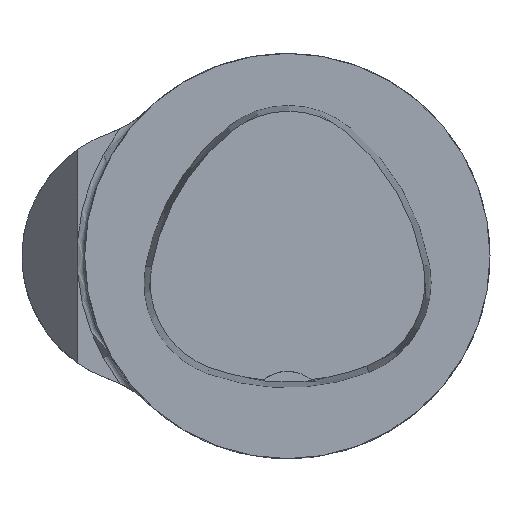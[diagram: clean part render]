
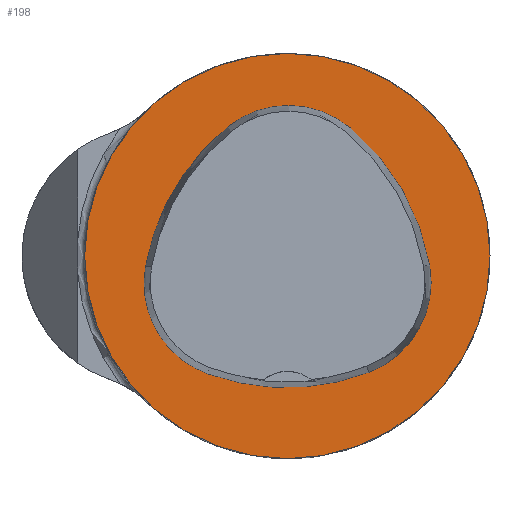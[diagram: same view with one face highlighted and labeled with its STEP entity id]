
A CAD part, top view. The second image highlights one B-rep face of the part: STEP entity #198.
In plain terms, the highlighted planar face has unit normal (0, 0, 1).
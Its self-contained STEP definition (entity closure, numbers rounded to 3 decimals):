
#77=FACE_BOUND('',#321,.T.);
#78=FACE_BOUND('',#322,.T.);
#198=ADVANCED_FACE('',(#77,#78),#247,.T.);
#247=PLANE('',#877);
#321=EDGE_LOOP('',(#454,#455,#456,#457,#458,#459));
#322=EDGE_LOOP('',(#460));
#454=ORIENTED_EDGE('',*,*,#704,.T.);
#455=ORIENTED_EDGE('',*,*,#684,.T.);
#456=ORIENTED_EDGE('',*,*,#688,.T.);
#457=ORIENTED_EDGE('',*,*,#691,.T.);
#458=ORIENTED_EDGE('',*,*,#694,.T.);
#459=ORIENTED_EDGE('',*,*,#702,.T.);
#460=ORIENTED_EDGE('',*,*,#675,.F.);
#601=VERTEX_POINT('',#1269);
#610=VERTEX_POINT('',#1288);
#611=VERTEX_POINT('',#1289);
#614=VERTEX_POINT('',#1297);
#616=VERTEX_POINT('',#1303);
#618=VERTEX_POINT('',#1309);
#625=VERTEX_POINT('',#1330);
#675=EDGE_CURVE('',#601,#601,#760,.T.);
#684=EDGE_CURVE('',#610,#611,#761,.T.);
#688=EDGE_CURVE('',#611,#614,#763,.T.);
#691=EDGE_CURVE('',#614,#616,#765,.T.);
#694=EDGE_CURVE('',#616,#618,#767,.T.);
#702=EDGE_CURVE('',#618,#625,#771,.T.);
#704=EDGE_CURVE('',#625,#610,#773,.T.);
#760=CIRCLE('',#849,31.5);
#761=CIRCLE('',#855,36.);
#763=CIRCLE('',#858,15.);
#765=CIRCLE('',#861,36.);
#767=CIRCLE('',#864,15.);
#771=CIRCLE('',#869,36.);
#773=CIRCLE('',#872,15.);
#849=AXIS2_PLACEMENT_3D('',#1268,#987,#988);
#855=AXIS2_PLACEMENT_3D('',#1287,#1003,#1004);
#858=AXIS2_PLACEMENT_3D('',#1296,#1011,#1012);
#861=AXIS2_PLACEMENT_3D('',#1302,#1018,#1019);
#864=AXIS2_PLACEMENT_3D('',#1308,#1025,#1026);
#869=AXIS2_PLACEMENT_3D('',#1331,#1037,#1038);
#872=AXIS2_PLACEMENT_3D('',#1334,#1043,#1044);
#877=AXIS2_PLACEMENT_3D('',#1339,#1053,#1054);
#987=DIRECTION('',(0.,0.,-1.));
#988=DIRECTION('',(-1.,0.,0.));
#1003=DIRECTION('',(0.,0.,-1.));
#1004=DIRECTION('',(-1.,0.,0.));
#1011=DIRECTION('',(0.,0.,-1.));
#1012=DIRECTION('',(-1.,0.,0.));
#1018=DIRECTION('',(0.,0.,-1.));
#1019=DIRECTION('',(-1.,0.,0.));
#1025=DIRECTION('',(0.,0.,-1.));
#1026=DIRECTION('',(-1.,0.,0.));
#1037=DIRECTION('',(0.,0.,-1.));
#1038=DIRECTION('',(-1.,0.,0.));
#1043=DIRECTION('',(0.,0.,-1.));
#1044=DIRECTION('',(-1.,0.,0.));
#1053=DIRECTION('',(0.,0.,1.));
#1054=DIRECTION('',(1.,0.,0.));
#1268=CARTESIAN_POINT('',(0.,0.,0.));
#1269=CARTESIAN_POINT('',(-31.5,0.,0.));
#1287=CARTESIAN_POINT('',(13.398,-7.893,0.));
#1288=CARTESIAN_POINT('',(-22.041,-1.562,0.));
#1289=CARTESIAN_POINT('',(-9.317,20.036,0.));
#1296=CARTESIAN_POINT('',(0.148,8.399,0.));
#1297=CARTESIAN_POINT('',(9.779,19.898,0.));
#1302=CARTESIAN_POINT('',(-13.337,-7.7,0.));
#1303=CARTESIAN_POINT('',(22.122,-1.48,0.));
#1308=CARTESIAN_POINT('',(7.347,-4.071,0.));
#1309=CARTESIAN_POINT('',(12.693,-18.087,0.));
#1330=CARTESIAN_POINT('',(-12.373,-18.307,0.));
#1331=CARTESIAN_POINT('',(-0.137,15.55,0.));
#1334=CARTESIAN_POINT('',(-7.275,-4.2,0.));
#1339=CARTESIAN_POINT('',(0.,0.,0.));
